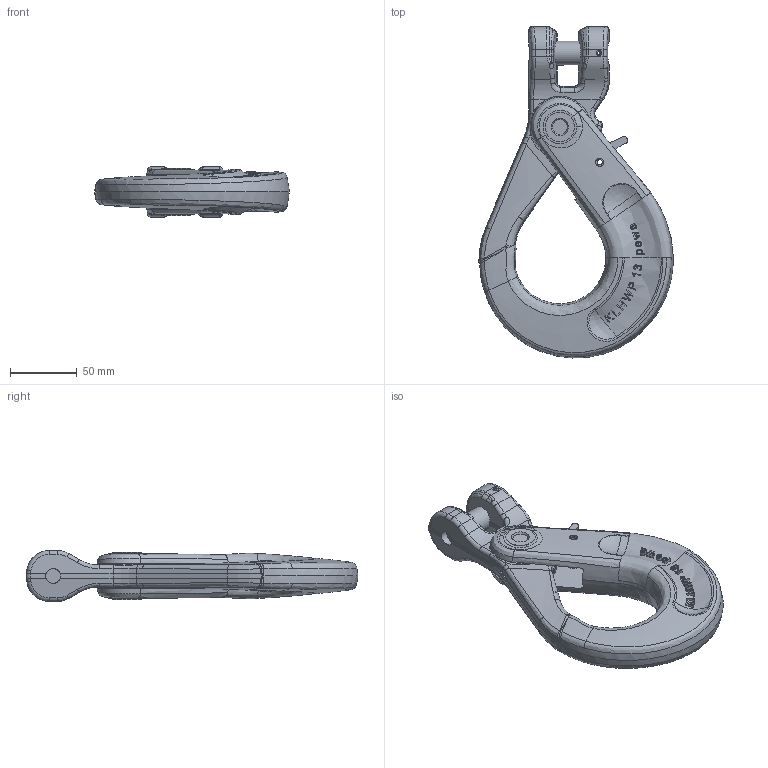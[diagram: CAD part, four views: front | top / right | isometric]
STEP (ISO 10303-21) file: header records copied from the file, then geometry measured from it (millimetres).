
FILE_DESCRIPTION(/* description */ (''),/* implementation_level */ '2;1');
FILE_NAME(/* name */ 'KLHWP_13_Kundenmodell.stp',/* time_stamp */ '2018-03-21T13:43:15+01:00',/* author */ (''),/* organization */ (''),/* preprocessor_version */ 'ST-DEVELOPER v16',/* originating_system */ 'SIEMENS PLM Software NX 11.0',/* authorisation */ '');
FILE_SCHEMA (('AUTOMOTIVE_DESIGN { 1 0 10303 214 3 1 1 1 }'));
Length unit declared in the file: millimetre
Products named in the file (1): kch2C5C420Cxxgz
Bounding box: 145.75 x 248.97 x 38.1 mm (x, y, z)
Volume: 412798.6 mm3; surface area: 82670.9 mm2
Topology: 7 solids, 7 shells, 547 faces, 1423 edges, 897 vertices
Faces by surface type: bspline 189, plane 177, cylinder 81, extrusion 47, cone 25, torus 16, revolution 8, sphere 4
Full cylindrical faces by diameter (mm): 2 x1, 4 x3, 6.25 x2, 6.5 x2, 11 x1, 17.8 x3, 18 x1, 18.05 x2, 18.25 x1
Entity records: 35535 total; most frequent: CARTESIAN_POINT 24210, ORIENTED_EDGE 2776, DIRECTION 1599, EDGE_CURVE 1388, VERTEX_POINT 891, B_SPLINE_CURVE_WITH_KNOTS 704, EDGE_LOOP 607, AXIS2_PLACEMENT_3D 578
